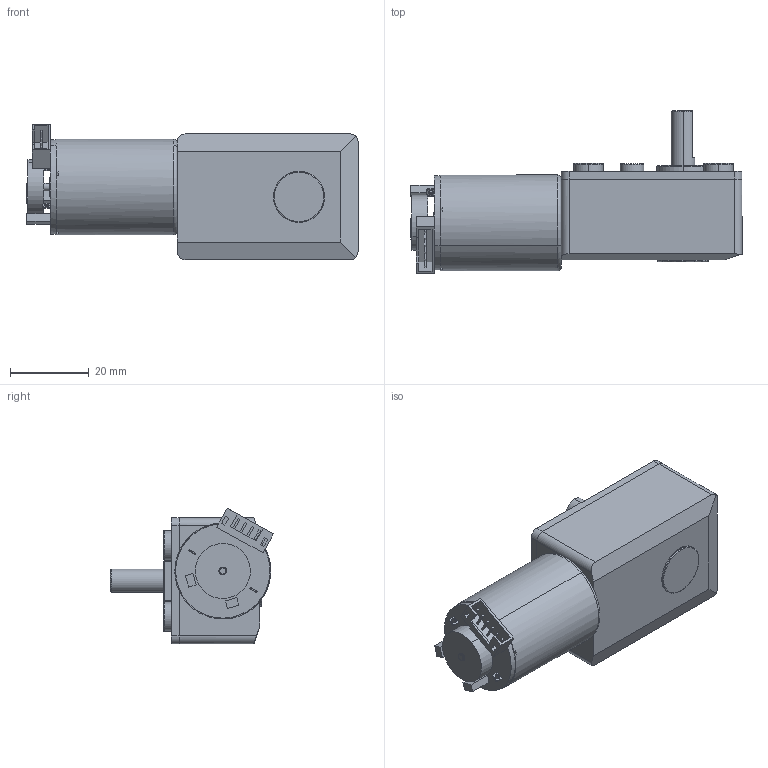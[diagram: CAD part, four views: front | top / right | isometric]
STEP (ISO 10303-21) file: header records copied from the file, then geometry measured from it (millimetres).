
FILE_DESCRIPTION (( 'STEP AP203' ), '1' );
FILE_NAME ('JGY-370晤鎢ん.STEP', '2025-03-06T02:41:03', ( '' ), ( '' ), 'SwSTEP 2.0', 'SolidWorks 2018', '' );
FILE_SCHEMA (( 'CONFIG_CONTROL_DESIGN' ));
Length unit declared in the file: millimetre
Products named in the file (3): JGY-370 -636; JGY-370晤鎢ん; 370晤鎢ん
Assembly tree (2 placements, depth 2):
  JGY-370晤鎢ん
    JGY-370 -636
    370晤鎢ん
Bounding box: 84.5 x 41.5 x 34.46 mm (x, y, z)
Volume: 53151.6 mm3; surface area: 17353.4 mm2
Topology: 8 solids, 8 shells, 416 faces, 1007 edges, 635 vertices
Faces by surface type: plane 242, cylinder 124, torus 31, cone 19
Entity records: 12434 total; most frequent: DIRECTION 2193, CARTESIAN_POINT 2081, ORIENTED_EDGE 2002, EDGE_CURVE 1001, AXIS2_PLACEMENT_3D 779, VECTOR 635, VERTEX_POINT 635, LINE 635
